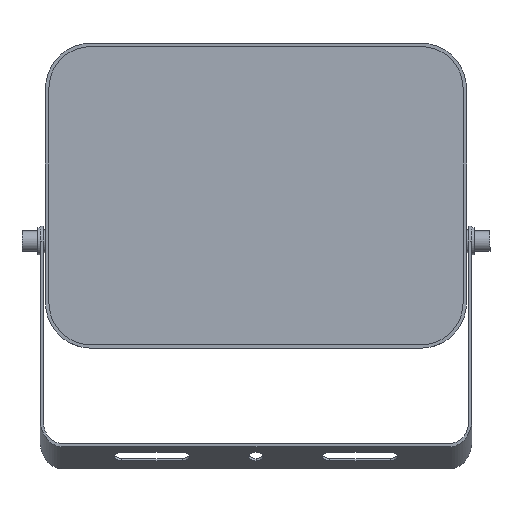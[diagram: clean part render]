
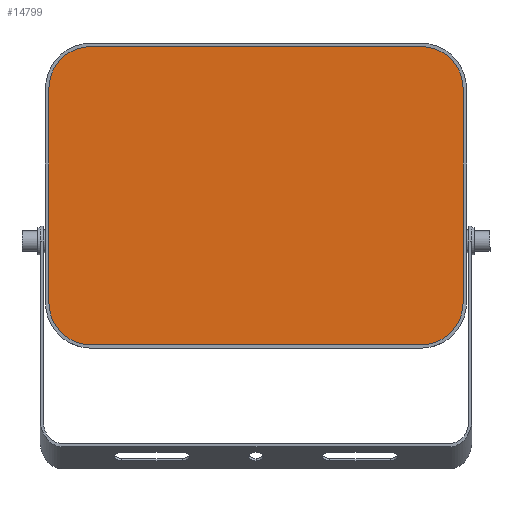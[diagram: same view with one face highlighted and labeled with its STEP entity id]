
A CAD part, top view. The second image highlights one B-rep face of the part: STEP entity #14799.
In plain terms, the highlighted planar face has unit normal (0, 0, 1).
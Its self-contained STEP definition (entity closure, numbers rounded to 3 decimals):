
#190 = AXIS2_PLACEMENT_3D ( 'NONE', #8772, #8748, #8593 ) ;
#646 = DIRECTION ( 'NONE',  ( 0., 1., 0. ) ) ;
#788 = CARTESIAN_POINT ( 'NONE',  ( 91., -47., 0. ) ) ;
#882 = DIRECTION ( 'NONE',  ( 1., 0., 0. ) ) ;
#908 = DIRECTION ( 'NONE',  ( 0., 0., 1. ) ) ;
#928 = CARTESIAN_POINT ( 'NONE',  ( 72.5, -47., 0. ) ) ;
#1491 = ORIENTED_EDGE ( 'NONE', *, *, #4223, .T. ) ;
#2207 = CIRCLE ( 'NONE', #2760, 18.5 ) ;
#2361 = LINE ( 'NONE', #788, #16763 ) ;
#2362 = CARTESIAN_POINT ( 'NONE',  ( -91., -47., 0. ) ) ;
#2760 = AXIS2_PLACEMENT_3D ( 'NONE', #928, #908, #882 ) ;
#2930 = CIRCLE ( 'NONE', #7737, 18.5 ) ;
#3010 = DIRECTION ( 'NONE',  ( 1., 0., 0. ) ) ;
#3053 = DIRECTION ( 'NONE',  ( 0., 0., 1. ) ) ;
#3078 = CARTESIAN_POINT ( 'NONE',  ( -72.5, 47., 0. ) ) ;
#3261 = EDGE_CURVE ( 'NONE', #18497, #4789, #14820, .T. ) ;
#3341 = EDGE_CURVE ( 'NONE', #15458, #18497, #2361, .T. ) ;
#3459 = FACE_OUTER_BOUND ( 'NONE', #13723, .T. ) ;
#3494 = PLANE ( 'NONE',  #13294 ) ;
#3955 = VERTEX_POINT ( 'NONE', #10903 ) ;
#3993 = EDGE_CURVE ( 'NONE', #14023, #5083, #8899, .T. ) ;
#4162 = CARTESIAN_POINT ( 'NONE',  ( -72.5, 65.5, 0. ) ) ;
#4223 = EDGE_CURVE ( 'NONE', #3955, #14023, #4767, .T. ) ;
#4264 = VERTEX_POINT ( 'NONE', #4162 ) ;
#4306 = EDGE_CURVE ( 'NONE', #4264, #3955, #2930, .T. ) ;
#4609 = EDGE_CURVE ( 'NONE', #4789, #4264, #6386, .T. ) ;
#4674 = DIRECTION ( 'NONE',  ( 1., 0., 0. ) ) ;
#4767 = LINE ( 'NONE', #15988, #8200 ) ;
#4789 = VERTEX_POINT ( 'NONE', #18455 ) ;
#4811 = DIRECTION ( 'NONE',  ( 1., 0., 0. ) ) ;
#4875 = DIRECTION ( 'NONE',  ( 0., 0., 1. ) ) ;
#5060 = CARTESIAN_POINT ( 'NONE',  ( 72.5, 47., 0. ) ) ;
#5083 = VERTEX_POINT ( 'NONE', #14524 ) ;
#5233 = ORIENTED_EDGE ( 'NONE', *, *, #5961, .T. ) ;
#5678 = CARTESIAN_POINT ( 'NONE',  ( -72.5, -65.5, 0. ) ) ;
#5736 = EDGE_CURVE ( 'NONE', #5083, #17848, #12235, .T. ) ;
#5961 = EDGE_CURVE ( 'NONE', #17848, #15458, #2207, .T. ) ;
#6386 = LINE ( 'NONE', #11941, #13150 ) ;
#6449 = DIRECTION ( 'NONE',  ( 0., 0., 1. ) ) ;
#7174 = ORIENTED_EDGE ( 'NONE', *, *, #3261, .T. ) ;
#7263 = ORIENTED_EDGE ( 'NONE', *, *, #3993, .T. ) ;
#7737 = AXIS2_PLACEMENT_3D ( 'NONE', #3078, #3053, #3010 ) ;
#8200 = VECTOR ( 'NONE', #15963, 1000. ) ;
#8341 = CARTESIAN_POINT ( 'NONE',  ( 91., 47., 0. ) ) ;
#8593 = DIRECTION ( 'NONE',  ( 1., 0., 0. ) ) ;
#8748 = DIRECTION ( 'NONE',  ( 0., 0., 1. ) ) ;
#8772 = CARTESIAN_POINT ( 'NONE',  ( -72.5, -47., 0. ) ) ;
#8899 = CIRCLE ( 'NONE', #190, 18.5 ) ;
#9586 = AXIS2_PLACEMENT_3D ( 'NONE', #5060, #4875, #4674 ) ;
#9943 = ORIENTED_EDGE ( 'NONE', *, *, #4609, .T. ) ;
#10903 = CARTESIAN_POINT ( 'NONE',  ( -91., 47., 0. ) ) ;
#11644 = DIRECTION ( 'NONE',  ( -1., 0., 0. ) ) ;
#11941 = CARTESIAN_POINT ( 'NONE',  ( 72.5, 65.5, 0. ) ) ;
#12235 = LINE ( 'NONE', #5678, #15554 ) ;
#12624 = CARTESIAN_POINT ( 'NONE',  ( 91., -47., 0. ) ) ;
#13028 = ORIENTED_EDGE ( 'NONE', *, *, #3341, .T. ) ;
#13150 = VECTOR ( 'NONE', #11644, 1000. ) ;
#13294 = AXIS2_PLACEMENT_3D ( 'NONE', #15065, #6449, #16445 ) ;
#13723 = EDGE_LOOP ( 'NONE', ( #7263, #14697, #5233, #13028, #7174, #9943, #13993, #1491 ) ) ;
#13993 = ORIENTED_EDGE ( 'NONE', *, *, #4306, .T. ) ;
#14023 = VERTEX_POINT ( 'NONE', #2362 ) ;
#14524 = CARTESIAN_POINT ( 'NONE',  ( -72.5, -65.5, 0. ) ) ;
#14697 = ORIENTED_EDGE ( 'NONE', *, *, #5736, .T. ) ;
#14799 = ADVANCED_FACE ( 'NONE', ( #3459 ), #3494, .T. ) ;
#14820 = CIRCLE ( 'NONE', #9586, 18.5 ) ;
#15065 = CARTESIAN_POINT ( 'NONE',  ( -72.5, -47., 0. ) ) ;
#15458 = VERTEX_POINT ( 'NONE', #12624 ) ;
#15554 = VECTOR ( 'NONE', #4811, 1000. ) ;
#15963 = DIRECTION ( 'NONE',  ( 0., -1., 0. ) ) ;
#15988 = CARTESIAN_POINT ( 'NONE',  ( -91., 47., 0. ) ) ;
#16445 = DIRECTION ( 'NONE',  ( 1., 0., 0. ) ) ;
#16763 = VECTOR ( 'NONE', #646, 1000. ) ;
#17848 = VERTEX_POINT ( 'NONE', #17939 ) ;
#17939 = CARTESIAN_POINT ( 'NONE',  ( 72.5, -65.5, 0. ) ) ;
#18455 = CARTESIAN_POINT ( 'NONE',  ( 72.5, 65.5, 0. ) ) ;
#18497 = VERTEX_POINT ( 'NONE', #8341 ) ;
